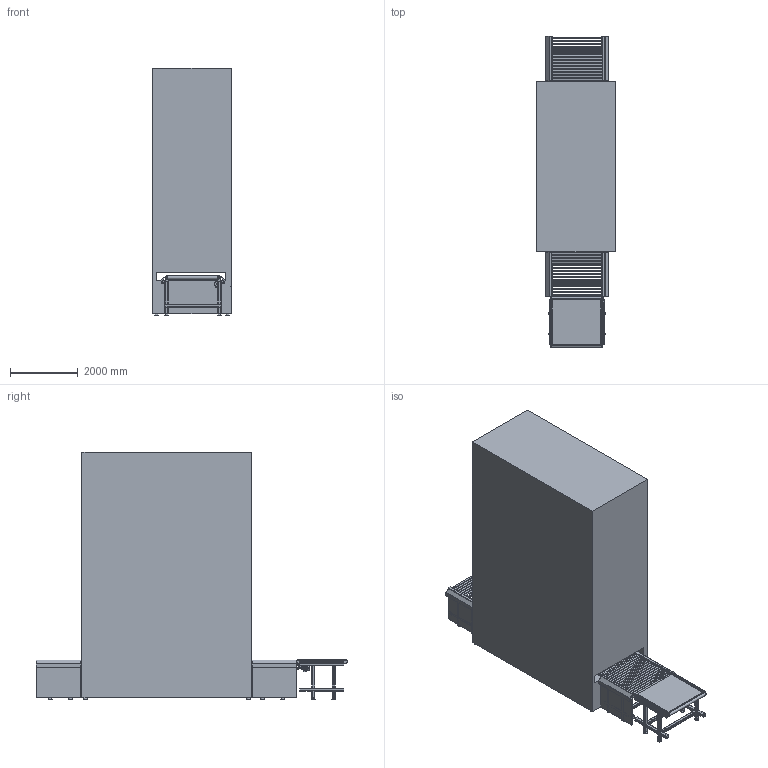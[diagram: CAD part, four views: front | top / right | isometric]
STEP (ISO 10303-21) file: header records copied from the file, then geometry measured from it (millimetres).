
FILE_DESCRIPTION(/* description */ (''),/* implementation_level */ '2;1');
FILE_NAME(/* name */ 'Ensamblaje_Secadora v4.step',/* time_stamp */ '2024-05-27T23:22:13-05:00',/* author */ (''),/* organization */ (''),/* preprocessor_version */ 'ST-DEVELOPER v20',/* originating_system */ 'Autodesk Translation Framework v13.14.0.145',/* authorisation */ '');
FILE_SCHEMA (('AUTOMOTIVE_DESIGN { 1 0 10303 214 3 1 1 }'));
Length unit declared in the file: millimetre
Products named in the file (15): Ensamblaje_Secadora; Estructura_Secadora; Patitas; Patitas_1; Patitas_2; CONVEYOR_STRUCTURE v2; CR-1500-5m; Conveyor_Rodillos; Conveyor_Rodillos_1; CONVEYOR_STRUCTURE; CR-1500; Banda_rotadora; Banda_m; conveyors_tb90i-1500-r-1500-p-1-n-28_8; CONVEYOR_STRUCTURE_R
Assembly tree (47 placements, depth 4):
  Ensamblaje_Secadora
    Estructura_Secadora
      Patitas
        CONVEYOR_STRUCTURE v2
      Patitas_2  x2
        CONVEYOR_STRUCTURE v2
      Patitas_1
        CONVEYOR_STRUCTURE v2
      CR-1500-5m
    Conveyor_Rodillos
      CONVEYOR_STRUCTURE
      CR-1500  x15
    Conveyor_Rodillos_1
      CONVEYOR_STRUCTURE
      CR-1500  x15
    Banda_rotadora
      Banda_m
        conveyors_tb90i-1500-r-1500-p-1-n-28_8
      CONVEYOR_STRUCTURE_R
Bounding box: 2300 x 9155.5 x 7274.37 mm (x, y, z)
Volume: 81228523270.4 mm3; surface area: 221008884 mm2
Topology: 144 solids, 144 shells, 2639 faces, 5827 edges, 3796 vertices
Faces by surface type: plane 1644, cylinder 713, torus 260, cone 22
Full cylindrical faces by diameter (mm): 6 x4, 13 x6, 15 x332, 17.29 x2, 20 x5, 22 x1, 24 x2, 25 x1, 30 x2, 40 x130, 68 x2, 95 x2, 105 x1, 119 x1, 120 x12
Entity records: 57296 total; most frequent: DIRECTION 10357, CARTESIAN_POINT 9686, ORIENTED_EDGE 8960, EDGE_CURVE 4480, AXIS2_PLACEMENT_3D 3855, VERTEX_POINT 2931, LINE 2647, VECTOR 2647
